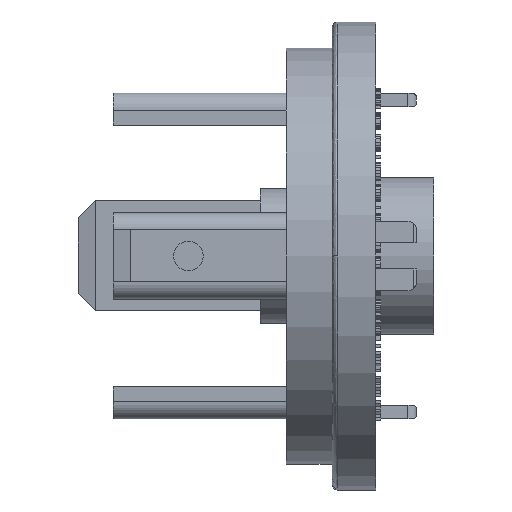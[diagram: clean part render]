
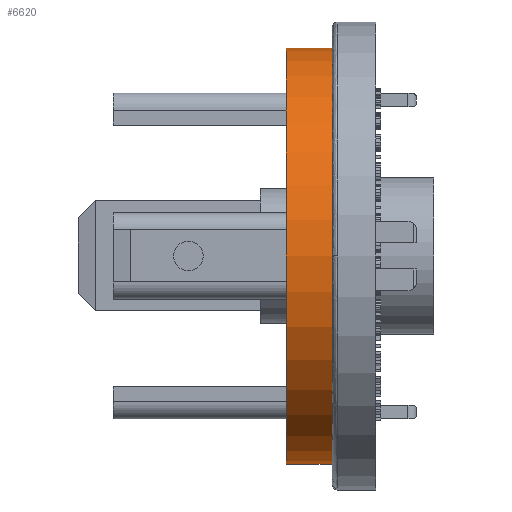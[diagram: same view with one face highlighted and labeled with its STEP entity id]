
A CAD part, left-side view. The second image highlights one B-rep face of the part: STEP entity #6620.
In plain terms, the highlighted cylindrical face has radius 12 mm (diameter 24 mm), a partial arc.
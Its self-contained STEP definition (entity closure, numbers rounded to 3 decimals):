
#203 = ORIENTED_EDGE ( 'NONE', *, *, #7525, .T. ) ;
#429 = CIRCLE ( 'NONE', #8927, 12. ) ;
#1254 = CARTESIAN_POINT ( 'NONE',  ( 0., 5.15, -12. ) ) ;
#1594 = CARTESIAN_POINT ( 'NONE',  ( 0., 2.5, 0. ) ) ;
#3828 = VECTOR ( 'NONE', #4059, 1000. ) ;
#3872 = DIRECTION ( 'NONE',  ( 0., 0., 1. ) ) ;
#4059 = DIRECTION ( 'NONE',  ( 0., 1., 0. ) ) ;
#4218 = DIRECTION ( 'NONE',  ( 0., 0., 1. ) ) ;
#5438 = EDGE_CURVE ( 'NONE', #13144, #24553, #10632, .T. ) ;
#5473 = CARTESIAN_POINT ( 'NONE',  ( 0., 5.15, 12. ) ) ;
#5607 = CARTESIAN_POINT ( 'NONE',  ( 0., 2.5, -12. ) ) ;
#5680 = VERTEX_POINT ( 'NONE', #21889 ) ;
#5788 = DIRECTION ( 'NONE',  ( 0., 1., 0. ) ) ;
#6605 = ORIENTED_EDGE ( 'NONE', *, *, #5438, .F. ) ;
#6620 = ADVANCED_FACE ( 'NONE', ( #23218 ), #22471, .T. ) ;
#7266 = DIRECTION ( 'NONE',  ( 0., -1., 0. ) ) ;
#7525 = EDGE_CURVE ( 'NONE', #12291, #24553, #429, .T. ) ;
#7632 = CIRCLE ( 'NONE', #17552, 12. ) ;
#8797 = ORIENTED_EDGE ( 'NONE', *, *, #23636, .T. ) ;
#8927 = AXIS2_PLACEMENT_3D ( 'NONE', #20762, #7266, #23019 ) ;
#9847 = LINE ( 'NONE', #10778, #3828 ) ;
#10632 = LINE ( 'NONE', #21561, #27954 ) ;
#10778 = CARTESIAN_POINT ( 'NONE',  ( 0., 2.5, 12. ) ) ;
#11310 = EDGE_CURVE ( 'NONE', #5680, #13144, #7632, .T. ) ;
#12291 = VERTEX_POINT ( 'NONE', #5473 ) ;
#13144 = VERTEX_POINT ( 'NONE', #5607 ) ;
#15834 = EDGE_LOOP ( 'NONE', ( #6605, #15869, #8797, #203 ) ) ;
#15869 = ORIENTED_EDGE ( 'NONE', *, *, #11310, .F. ) ;
#17393 = DIRECTION ( 'NONE',  ( 0., -1., 0. ) ) ;
#17552 = AXIS2_PLACEMENT_3D ( 'NONE', #1594, #17393, #3872 ) ;
#17734 = DIRECTION ( 'NONE',  ( 0., 1., 0. ) ) ;
#20762 = CARTESIAN_POINT ( 'NONE',  ( 0., 5.15, 0. ) ) ;
#21561 = CARTESIAN_POINT ( 'NONE',  ( 0., 2.5, -12. ) ) ;
#21889 = CARTESIAN_POINT ( 'NONE',  ( 0., 2.5, 12. ) ) ;
#22471 = CYLINDRICAL_SURFACE ( 'NONE', #26335, 12. ) ;
#23019 = DIRECTION ( 'NONE',  ( 0., 0., 1. ) ) ;
#23218 = FACE_OUTER_BOUND ( 'NONE', #15834, .T. ) ;
#23636 = EDGE_CURVE ( 'NONE', #5680, #12291, #9847, .T. ) ;
#24553 = VERTEX_POINT ( 'NONE', #1254 ) ;
#26335 = AXIS2_PLACEMENT_3D ( 'NONE', #29025, #17734, #4218 ) ;
#27954 = VECTOR ( 'NONE', #5788, 1000. ) ;
#29025 = CARTESIAN_POINT ( 'NONE',  ( 0., 2.5, 0. ) ) ;
